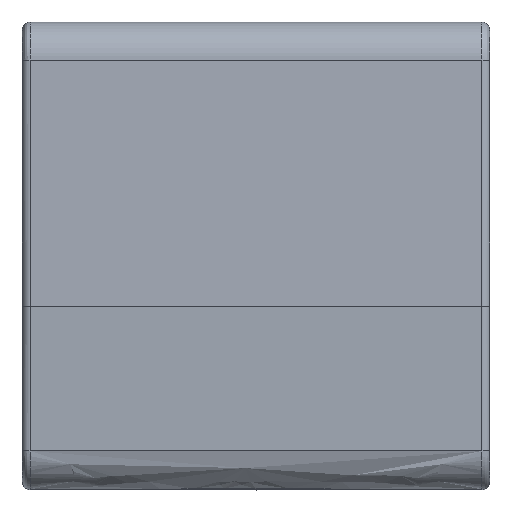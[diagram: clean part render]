
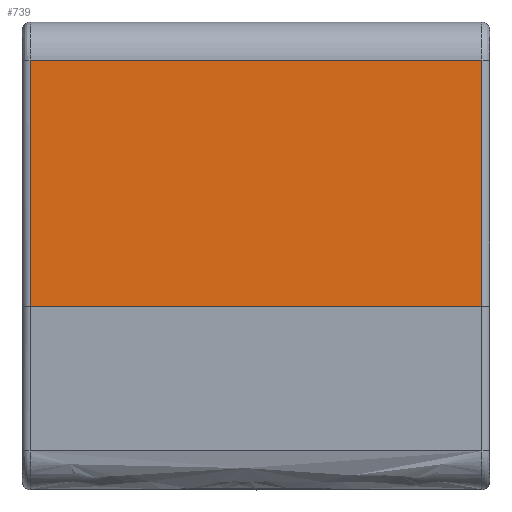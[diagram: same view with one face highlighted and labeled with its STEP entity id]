
A CAD part, top view. The second image highlights one B-rep face of the part: STEP entity #739.
In plain terms, the highlighted planar face has unit normal (0, 0.018, 1).
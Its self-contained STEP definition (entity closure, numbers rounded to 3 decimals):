
#12 = VERTEX_POINT ( 'NONE', #573 ) ;
#240 = CARTESIAN_POINT ( 'NONE',  ( 14.5, 11.75, 15. ) ) ;
#552 = DIRECTION ( 'NONE',  ( -1., 0., 0. ) ) ;
#573 = CARTESIAN_POINT ( 'NONE',  ( -14.5, 11.75, 15. ) ) ;
#687 = CARTESIAN_POINT ( 'NONE',  ( 42.426, 11.75, 15. ) ) ;
#739 = ADVANCED_FACE ( 'NONE', ( #8852 ), #1990, .T. ) ;
#931 = CARTESIAN_POINT ( 'NONE',  ( -14.5, 27.544, 14.722 ) ) ;
#1118 = DIRECTION ( 'NONE',  ( 0., -1., 0.018 ) ) ;
#1175 = EDGE_CURVE ( 'NONE', #3984, #5715, #8252, .T. ) ;
#1224 = ORIENTED_EDGE ( 'NONE', *, *, #7804, .T. ) ;
#1373 = ORIENTED_EDGE ( 'NONE', *, *, #1175, .F. ) ;
#1734 = CARTESIAN_POINT ( 'NONE',  ( 42.426, 27.544, 14.722 ) ) ;
#1887 = VECTOR ( 'NONE', #3898, 1000. ) ;
#1990 = PLANE ( 'NONE',  #4369 ) ;
#2489 = EDGE_CURVE ( 'NONE', #5715, #12, #4276, .T. ) ;
#3198 = CARTESIAN_POINT ( 'NONE',  ( 42.426, 0.267, 15.202 ) ) ;
#3243 = VERTEX_POINT ( 'NONE', #931 ) ;
#3898 = DIRECTION ( 'NONE',  ( 0., -1., 0.018 ) ) ;
#3984 = VERTEX_POINT ( 'NONE', #8598 ) ;
#4013 = VECTOR ( 'NONE', #1118, 1000. ) ;
#4276 = LINE ( 'NONE', #687, #8579 ) ;
#4369 = AXIS2_PLACEMENT_3D ( 'NONE', #3198, #8069, #7353 ) ;
#4893 = ORIENTED_EDGE ( 'NONE', *, *, #2489, .F. ) ;
#5161 = LINE ( 'NONE', #1734, #5559 ) ;
#5559 = VECTOR ( 'NONE', #552, 1000. ) ;
#5715 = VERTEX_POINT ( 'NONE', #240 ) ;
#6065 = CARTESIAN_POINT ( 'NONE',  ( 14.5, 0.267, 15.202 ) ) ;
#6587 = CARTESIAN_POINT ( 'NONE',  ( -14.5, 0.267, 15.202 ) ) ;
#6712 = EDGE_LOOP ( 'NONE', ( #1224, #6746, #4893, #1373 ) ) ;
#6746 = ORIENTED_EDGE ( 'NONE', *, *, #8540, .T. ) ;
#7330 = LINE ( 'NONE', #6587, #4013 ) ;
#7353 = DIRECTION ( 'NONE',  ( 0., -1., 0.018 ) ) ;
#7804 = EDGE_CURVE ( 'NONE', #3984, #3243, #5161, .T. ) ;
#8069 = DIRECTION ( 'NONE',  ( 0., 0.018, 1. ) ) ;
#8232 = DIRECTION ( 'NONE',  ( -1., 0., 0. ) ) ;
#8252 = LINE ( 'NONE', #6065, #1887 ) ;
#8540 = EDGE_CURVE ( 'NONE', #3243, #12, #7330, .T. ) ;
#8579 = VECTOR ( 'NONE', #8232, 1000. ) ;
#8598 = CARTESIAN_POINT ( 'NONE',  ( 14.5, 27.544, 14.722 ) ) ;
#8852 = FACE_OUTER_BOUND ( 'NONE', #6712, .T. ) ;
